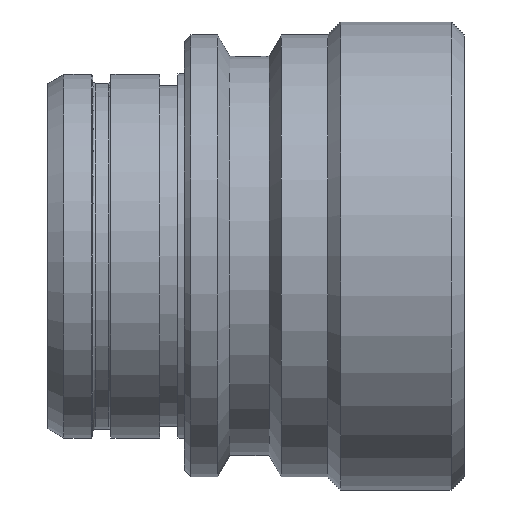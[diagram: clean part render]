
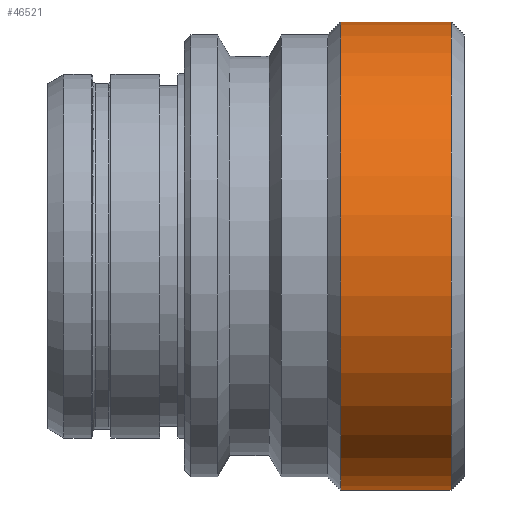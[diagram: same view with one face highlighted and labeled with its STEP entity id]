
A CAD part, top view. The second image highlights one B-rep face of the part: STEP entity #46521.
In plain terms, the highlighted cylindrical face has radius 18 mm (diameter 36 mm), a partial arc.
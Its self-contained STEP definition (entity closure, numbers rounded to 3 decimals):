
#2127=CARTESIAN_POINT('',(31.,0.,0.));
#2128=DIRECTION('',(1.,0.,0.));
#2129=DIRECTION('',(0.,1.,0.));
#2130=AXIS2_PLACEMENT_3D('',#2127,#2128,#2129);
#2132=DIRECTION('',(-1.,0.,0.));
#2133=VECTOR('',#2132,8.5);
#2134=CARTESIAN_POINT('',(31.,18.,0.));
#2135=LINE('4536',#2134,#2133);
#2136=DIRECTION('',(-1.,0.,0.));
#2137=VECTOR('',#2136,8.5);
#2138=CARTESIAN_POINT('',(31.,-18.,0.));
#2139=LINE('4546',#2138,#2137);
#2158=CARTESIAN_POINT('',(22.5,0.,0.));
#2159=DIRECTION('',(1.,0.,0.));
#2160=DIRECTION('',(0.,1.,0.));
#2161=AXIS2_PLACEMENT_3D('',#2158,#2159,#2160);
#33816=CARTESIAN_POINT('',(31.,18.,0.));
#33818=VERTEX_POINT('',#33816);
#33819=CARTESIAN_POINT('',(22.5,18.,0.));
#33820=VERTEX_POINT('',#33819);
#33844=CARTESIAN_POINT('',(31.,-18.,0.));
#33846=VERTEX_POINT('',#33844);
#33847=CARTESIAN_POINT('',(22.5,-18.,0.));
#33848=VERTEX_POINT('',#33847);
#46507=CARTESIAN_POINT('',(-1.6,0.,0.));
#46508=DIRECTION('',(1.,0.,0.));
#46509=DIRECTION('',(0.,-1.,0.));
#46510=AXIS2_PLACEMENT_3D('',#46507,#46508,#46509);
#46511=CYLINDRICAL_SURFACE('247',#46510,18.);
#46513=ORIENTED_EDGE('4536',*,*,#46512,.F.);
#46514=ORIENTED_EDGE('4557',*,*,#46495,.T.);
#46516=ORIENTED_EDGE('4546',*,*,#46515,.T.);
#46518=ORIENTED_EDGE('4558',*,*,#46517,.F.);
#46519=EDGE_LOOP('247',(#46513,#46514,#46516,#46518));
#46520=FACE_OUTER_BOUND('247',#46519,.F.);
#2131=CIRCLE('4557',#2130,18.);
#2162=CIRCLE('4558',#2161,18.);
#46495=EDGE_CURVE('4557',#33818,#33846,#2131,.T.);
#46512=EDGE_CURVE('4536',#33818,#33820,#2135,.T.);
#46515=EDGE_CURVE('4546',#33846,#33848,#2139,.T.);
#46517=EDGE_CURVE('4558',#33820,#33848,#2162,.T.);
#46521=ADVANCED_FACE('247',(#46520),#46511,.T.);
